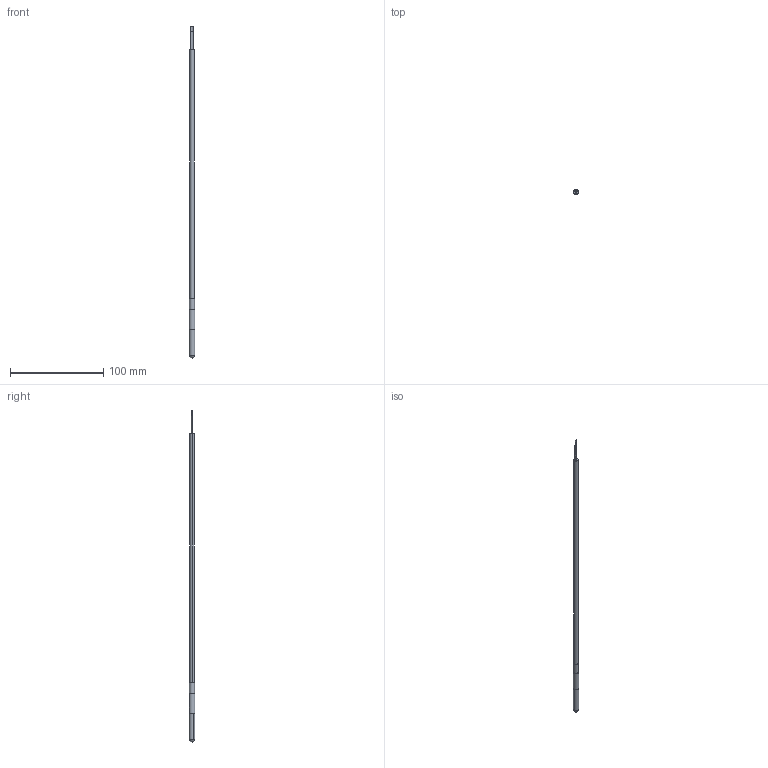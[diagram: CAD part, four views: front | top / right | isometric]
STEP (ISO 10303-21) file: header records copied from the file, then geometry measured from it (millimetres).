
FILE_DESCRIPTION (( 'STEP AP214' ), '1' );
FILE_NAME ('4A10CA-12E_A.STEP', '2021-03-05T20:02:18', ( '' ), ( '' ), 'SwSTEP 2.0', 'SolidWorks 2018', '' );
FILE_SCHEMA (( 'AUTOMOTIVE_DESIGN' ));
Length unit declared in the file: millimetre
Products named in the file (1): 4A10CA-12E_A
Bounding box: 6.3 x 6.3 x 356.8 mm (x, y, z)
Volume: 7060 mm3; surface area: 5617.1 mm2
Topology: 1 solids, 1 shells, 35 faces, 70 edges, 45 vertices
Faces by surface type: cylinder 21, plane 9, torus 4, sphere 1
Entity records: 1377 total; most frequent: CARTESIAN_POINT 200, DIRECTION 180, ORIENTED_EDGE 136, AXIS2_PLACEMENT_3D 80, EDGE_CURVE 68, VERTEX_POINT 44, CIRCLE 44, EDGE_LOOP 44
